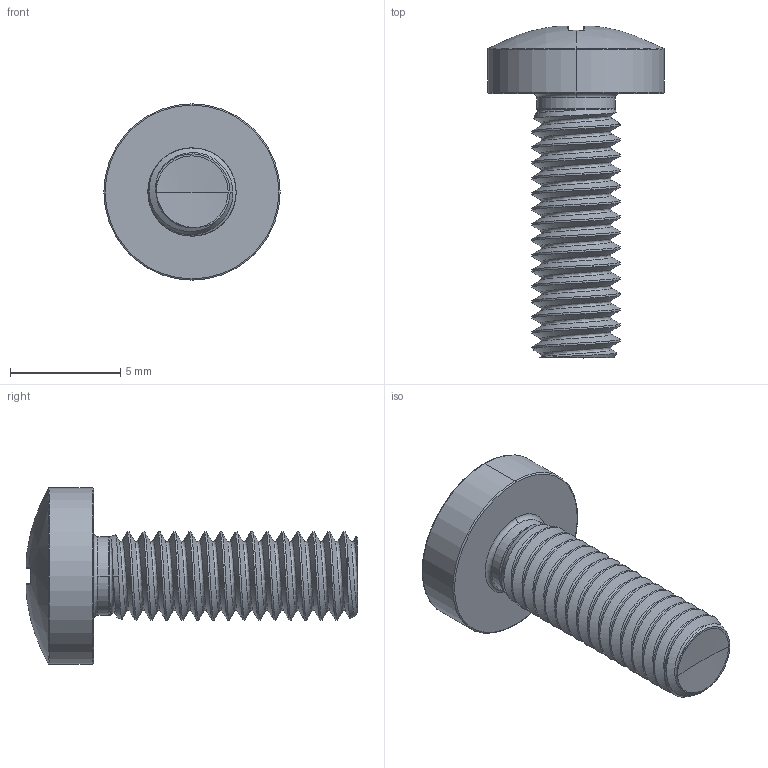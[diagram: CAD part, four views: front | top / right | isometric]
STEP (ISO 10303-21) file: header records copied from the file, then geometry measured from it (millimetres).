
FILE_DESCRIPTION (( 'STEP AP203' ), '1' );
FILE_NAME ('STM320400120.STEP', '2020-12-24T15:48:53', ( '' ), ( '' ), 'SwSTEP 2.0', 'SolidWorks 2015', '' );
FILE_SCHEMA (( 'CONFIG_CONTROL_DESIGN' ));
Length unit declared in the file: millimetre
Products named in the file (2): STM320400120
Bounding box: 8 x 15.06 x 8 mm (x, y, z)
Volume: 241 mm3; surface area: 390.5 mm2
Topology: 1 solids, 1 shells, 193 faces, 453 edges, 261 vertices
Faces by surface type: cylinder 55, bspline 46, torus 33, sphere 28, plane 22, cone 9
Entity records: 27716 total; most frequent: CARTESIAN_POINT 23589, ORIENTED_EDGE 902, DIRECTION 778, EDGE_CURVE 451, AXIS2_PLACEMENT_3D 348, VERTEX_POINT 261, CIRCLE 199, EDGE_LOOP 194
